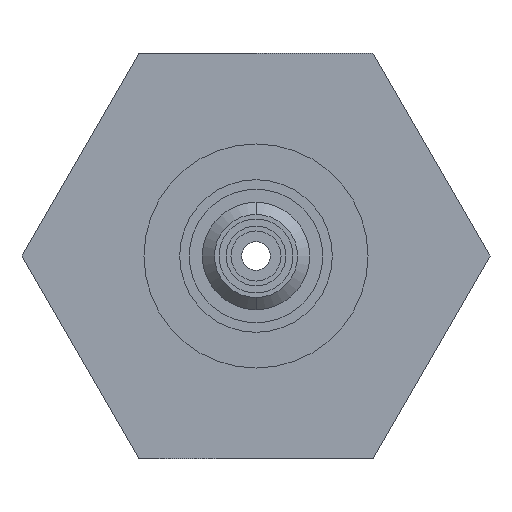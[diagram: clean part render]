
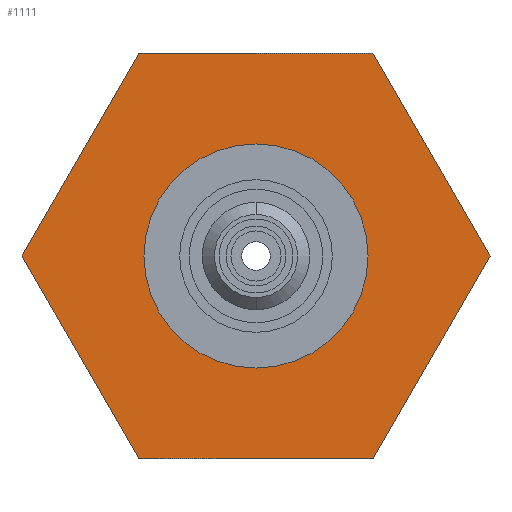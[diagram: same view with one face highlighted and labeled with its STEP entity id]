
A CAD part, left-side view. The second image highlights one B-rep face of the part: STEP entity #1111.
In plain terms, the highlighted planar face has unit normal (-1, 0, 0).
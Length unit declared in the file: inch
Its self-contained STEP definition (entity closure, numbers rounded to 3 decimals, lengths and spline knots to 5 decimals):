
#740 = EDGE_CURVE ( 'NONE', #1002, #831, #3434, .T. ) ;
#831 = VERTEX_POINT ( 'NONE', #3606 ) ;
#836 = EDGE_CURVE ( 'NONE', #831, #1002, #3599, .T. ) ;
#1002 = VERTEX_POINT ( 'NONE', #4033 ) ;
#1056 = ORIENTED_EDGE ( 'NONE', *, *, #1057, .F. ) ;
#1057 = EDGE_CURVE ( 'NONE', #1104, #1124, #4131, .T. ) ;
#1059 = ORIENTED_EDGE ( 'NONE', *, *, #740, .T. ) ;
#1087 = ORIENTED_EDGE ( 'NONE', *, *, #1088, .F. ) ;
#1088 = EDGE_CURVE ( 'NONE', #1099, #1219, #4214, .T. ) ;
#1099 = VERTEX_POINT ( 'NONE', #4184 ) ;
#1104 = VERTEX_POINT ( 'NONE', #4356 ) ;
#1111 = ADVANCED_FACE ( 'NONE', ( #4343, #4342 ), #4341, .F. ) ;
#1120 = VERTEX_POINT ( 'NONE', #4327 ) ;
#1121 = EDGE_CURVE ( 'NONE', #1219, #1184, #4329, .T. ) ;
#1124 = VERTEX_POINT ( 'NONE', #4415 ) ;
#1126 = ORIENTED_EDGE ( 'NONE', *, *, #1127, .F. ) ;
#1127 = EDGE_CURVE ( 'NONE', #1120, #1104, #4407, .T. ) ;
#1136 = EDGE_LOOP ( 'NONE', ( #1056, #1126, #1232, #1243, #1087, #1209 ) ) ;
#1147 = EDGE_LOOP ( 'NONE', ( #1148, #1059 ) ) ;
#1148 = ORIENTED_EDGE ( 'NONE', *, *, #836, .T. ) ;
#1175 = EDGE_CURVE ( 'NONE', #1184, #1120, #4145, .T. ) ;
#1184 = VERTEX_POINT ( 'NONE', #4321 ) ;
#1209 = ORIENTED_EDGE ( 'NONE', *, *, #1210, .F. ) ;
#1210 = EDGE_CURVE ( 'NONE', #1124, #1099, #4279, .T. ) ;
#1219 = VERTEX_POINT ( 'NONE', #4669 ) ;
#1232 = ORIENTED_EDGE ( 'NONE', *, *, #1175, .F. ) ;
#1243 = ORIENTED_EDGE ( 'NONE', *, *, #1121, .F. ) ;
#3425 = DIRECTION ( 'NONE',  ( 0., 0., -1. ) ) ;
#3434 = CIRCLE ( 'NONE', #3454, 0.18504 ) ;
#3435 = CARTESIAN_POINT ( 'NONE',  ( 0.06496, 0., 0. ) ) ;
#3454 = AXIS2_PLACEMENT_3D ( 'NONE', #3435, #3462, #3425 ) ;
#3462 = DIRECTION ( 'NONE',  ( 1., 0., 0. ) ) ;
#3595 = DIRECTION ( 'NONE',  ( 0., 0., -1. ) ) ;
#3596 = DIRECTION ( 'NONE',  ( 1., 0., 0. ) ) ;
#3597 = CARTESIAN_POINT ( 'NONE',  ( 0.06496, 0., 0. ) ) ;
#3598 = AXIS2_PLACEMENT_3D ( 'NONE', #3597, #3596, #3595 ) ;
#3599 = CIRCLE ( 'NONE', #3598, 0.18504 ) ;
#3606 = CARTESIAN_POINT ( 'NONE',  ( 0.06496, 0., 0.18504 ) ) ;
#4033 = CARTESIAN_POINT ( 'NONE',  ( 0.06496, 0., -0.18504 ) ) ;
#4120 = VECTOR ( 'NONE', #4121, 39.37008 ) ;
#4121 = DIRECTION ( 'NONE',  ( 0., 0.5, 0.866 ) ) ;
#4131 = LINE ( 'NONE', #4132, #4120 ) ;
#4132 = CARTESIAN_POINT ( 'NONE',  ( 0.06496, 0.19321, -0.33465 ) ) ;
#4144 = CARTESIAN_POINT ( 'NONE',  ( 0.06496, -0.38642, 0. ) ) ;
#4145 = LINE ( 'NONE', #4144, #4324 ) ;
#4184 = CARTESIAN_POINT ( 'NONE',  ( 0.06496, 0.19321, 0.33465 ) ) ;
#4211 = DIRECTION ( 'NONE',  ( 0., -1., 0. ) ) ;
#4212 = VECTOR ( 'NONE', #4211, 39.37008 ) ;
#4213 = CARTESIAN_POINT ( 'NONE',  ( 0.06496, 0.19321, 0.33465 ) ) ;
#4214 = LINE ( 'NONE', #4213, #4212 ) ;
#4276 = DIRECTION ( 'NONE',  ( 0., -0.5, 0.866 ) ) ;
#4277 = VECTOR ( 'NONE', #4276, 39.37008 ) ;
#4278 = CARTESIAN_POINT ( 'NONE',  ( 0.06496, 0.38642, 0. ) ) ;
#4279 = LINE ( 'NONE', #4278, #4277 ) ;
#4321 = CARTESIAN_POINT ( 'NONE',  ( 0.06496, -0.38642, 0. ) ) ;
#4322 = DIRECTION ( 'NONE',  ( 0., 0.5, -0.866 ) ) ;
#4324 = VECTOR ( 'NONE', #4322, 39.37008 ) ;
#4327 = CARTESIAN_POINT ( 'NONE',  ( 0.06496, -0.19321, -0.33465 ) ) ;
#4329 = LINE ( 'NONE', #4418, #4417 ) ;
#4335 = DIRECTION ( 'NONE',  ( 0., 0., -1. ) ) ;
#4336 = DIRECTION ( 'NONE',  ( 1., 0., 0. ) ) ;
#4337 = AXIS2_PLACEMENT_3D ( 'NONE', #4339, #4336, #4335 ) ;
#4339 = CARTESIAN_POINT ( 'NONE',  ( 0.06496, 0.38642, 0. ) ) ;
#4341 = PLANE ( 'NONE',  #4337 ) ;
#4342 = FACE_BOUND ( 'NONE', #1147, .T. ) ;
#4343 = FACE_OUTER_BOUND ( 'NONE', #1136, .T. ) ;
#4356 = CARTESIAN_POINT ( 'NONE',  ( 0.06496, 0.19321, -0.33465 ) ) ;
#4403 = DIRECTION ( 'NONE',  ( 0., 1., 0. ) ) ;
#4405 = VECTOR ( 'NONE', #4403, 39.37008 ) ;
#4406 = CARTESIAN_POINT ( 'NONE',  ( 0.06496, -0.19321, -0.33465 ) ) ;
#4407 = LINE ( 'NONE', #4406, #4405 ) ;
#4415 = CARTESIAN_POINT ( 'NONE',  ( 0.06496, 0.38642, 0. ) ) ;
#4416 = DIRECTION ( 'NONE',  ( 0., -0.5, -0.866 ) ) ;
#4417 = VECTOR ( 'NONE', #4416, 39.37008 ) ;
#4418 = CARTESIAN_POINT ( 'NONE',  ( 0.06496, -0.19321, 0.33465 ) ) ;
#4669 = CARTESIAN_POINT ( 'NONE',  ( 0.06496, -0.19321, 0.33465 ) ) ;
